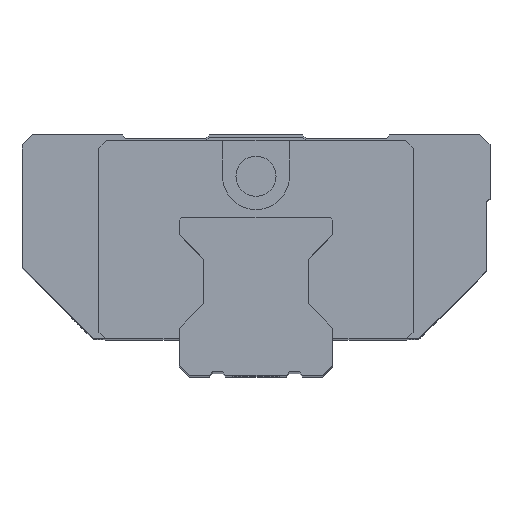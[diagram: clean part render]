
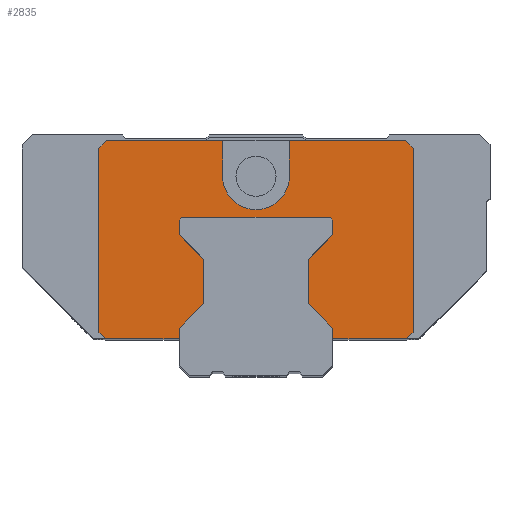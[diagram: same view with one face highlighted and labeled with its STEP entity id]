
A CAD part, top view. The second image highlights one B-rep face of the part: STEP entity #2835.
In plain terms, the highlighted planar face has unit normal (0, 0, 1).
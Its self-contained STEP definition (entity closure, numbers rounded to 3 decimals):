
#136=DIRECTION('',(0.,-1.,0.));
#137=VECTOR('',#136,27.5);
#138=CARTESIAN_POINT('',(-23.5,-2.,57.2));
#139=LINE('',#138,#137);
#196=DIRECTION('',(-1.,0.,0.));
#197=VECTOR('',#196,17.4);
#198=CARTESIAN_POINT('',(22.4,-0.9,57.2));
#199=LINE('',#198,#197);
#204=DIRECTION('',(-1.,0.,0.));
#205=VECTOR('',#204,17.4);
#206=CARTESIAN_POINT('',(-5.,-0.9,57.2));
#207=LINE('',#206,#205);
#304=DIRECTION('',(0.,1.,0.));
#305=VECTOR('',#304,27.5);
#306=CARTESIAN_POINT('',(23.5,-29.5,57.2));
#307=LINE('',#306,#305);
#574=DIRECTION('',(1.,0.,0.));
#575=VECTOR('',#574,11.);
#576=CARTESIAN_POINT('',(-22.5,-30.5,57.2));
#577=LINE('',#576,#575);
#612=DIRECTION('',(0.,-1.,0.));
#613=VECTOR('',#612,5.3);
#614=CARTESIAN_POINT('',(-5.,-0.9,57.2));
#615=LINE('',#614,#613);
#616=CARTESIAN_POINT('',(0.,-6.2,57.2));
#617=DIRECTION('',(0.,0.,1.));
#618=DIRECTION('',(-1.,0.,0.));
#619=AXIS2_PLACEMENT_3D('',#616,#617,#618);
#621=DIRECTION('',(0.707,-0.707,0.));
#622=VECTOR('',#621,1.556);
#623=CARTESIAN_POINT('',(22.4,-0.9,57.2));
#624=LINE('',#623,#622);
#625=DIRECTION('',(-0.707,-0.707,0.));
#626=VECTOR('',#625,1.414);
#627=CARTESIAN_POINT('',(23.5,-29.5,57.2));
#628=LINE('',#627,#626);
#629=DIRECTION('',(-0.707,0.707,0.));
#630=VECTOR('',#629,5.162);
#631=CARTESIAN_POINT('',(11.5,-28.957,57.2));
#632=LINE('',#631,#630);
#633=DIRECTION('',(0.707,0.707,0.));
#634=VECTOR('',#633,5.162);
#635=CARTESIAN_POINT('',(7.85,-18.632,57.2));
#636=LINE('',#635,#634);
#637=DIRECTION('',(-0.707,0.707,0.));
#638=VECTOR('',#637,0.566);
#639=CARTESIAN_POINT('',(11.5,-12.8,57.2));
#640=LINE('',#639,#638);
#641=DIRECTION('',(-0.707,-0.707,0.));
#642=VECTOR('',#641,0.566);
#643=CARTESIAN_POINT('',(-11.1,-12.4,57.2));
#644=LINE('',#643,#642);
#645=DIRECTION('',(0.707,-0.707,0.));
#646=VECTOR('',#645,5.162);
#647=CARTESIAN_POINT('',(-11.5,-14.982,57.2));
#648=LINE('',#647,#646);
#649=DIRECTION('',(-0.707,-0.707,0.));
#650=VECTOR('',#649,5.162);
#651=CARTESIAN_POINT('',(-7.85,-25.307,57.2));
#652=LINE('',#651,#650);
#653=DIRECTION('',(-0.707,0.707,0.));
#654=VECTOR('',#653,1.414);
#655=CARTESIAN_POINT('',(-22.5,-30.5,57.2));
#656=LINE('',#655,#654);
#657=DIRECTION('',(0.707,0.707,0.));
#658=VECTOR('',#657,1.556);
#659=CARTESIAN_POINT('',(-23.5,-2.,57.2));
#660=LINE('',#659,#658);
#688=DIRECTION('',(0.,-1.,0.));
#689=VECTOR('',#688,5.3);
#690=CARTESIAN_POINT('',(5.,-0.9,57.2));
#691=LINE('',#690,#689);
#730=DIRECTION('',(1.,0.,0.));
#731=VECTOR('',#730,11.);
#732=CARTESIAN_POINT('',(11.5,-30.5,57.2));
#733=LINE('',#732,#731);
#760=DIRECTION('',(0.,-1.,0.));
#761=VECTOR('',#760,1.543);
#762=CARTESIAN_POINT('',(11.5,-28.957,57.2));
#763=LINE('',#762,#761);
#776=DIRECTION('',(0.,-1.,0.));
#777=VECTOR('',#776,6.675);
#778=CARTESIAN_POINT('',(7.85,-18.632,57.2));
#779=LINE('',#778,#777);
#792=DIRECTION('',(0.,-1.,0.));
#793=VECTOR('',#792,2.182);
#794=CARTESIAN_POINT('',(11.5,-12.8,57.2));
#795=LINE('',#794,#793);
#808=DIRECTION('',(1.,0.,0.));
#809=VECTOR('',#808,22.2);
#810=CARTESIAN_POINT('',(-11.1,-12.4,57.2));
#811=LINE('',#810,#809);
#844=DIRECTION('',(0.,1.,0.));
#845=VECTOR('',#844,2.182);
#846=CARTESIAN_POINT('',(-11.5,-14.982,57.2));
#847=LINE('',#846,#845);
#860=DIRECTION('',(0.,1.,0.));
#861=VECTOR('',#860,6.675);
#862=CARTESIAN_POINT('',(-7.85,-25.307,57.2));
#863=LINE('',#862,#861);
#876=DIRECTION('',(0.,1.,0.));
#877=VECTOR('',#876,1.543);
#878=CARTESIAN_POINT('',(-11.5,-30.5,57.2));
#879=LINE('',#878,#877);
#1650=CARTESIAN_POINT('',(-22.5,-30.5,57.2));
#1652=VERTEX_POINT('',#1650);
#1653=CARTESIAN_POINT('',(-11.5,-30.5,57.2));
#1654=VERTEX_POINT('',#1653);
#1668=CARTESIAN_POINT('',(-23.5,-29.5,57.2));
#1670=VERTEX_POINT('',#1668);
#1672=CARTESIAN_POINT('',(-23.5,-2.,57.2));
#1674=VERTEX_POINT('',#1672);
#1680=CARTESIAN_POINT('',(-22.4,-0.9,57.2));
#1682=VERTEX_POINT('',#1680);
#1691=CARTESIAN_POINT('',(22.4,-0.9,57.2));
#1692=VERTEX_POINT('',#1691);
#1693=CARTESIAN_POINT('',(5.,-0.9,57.2));
#1694=VERTEX_POINT('',#1693);
#1699=CARTESIAN_POINT('',(-5.,-0.9,57.2));
#1700=VERTEX_POINT('',#1699);
#1751=CARTESIAN_POINT('',(23.5,-29.5,57.2));
#1752=VERTEX_POINT('',#1751);
#1753=CARTESIAN_POINT('',(23.5,-2.,57.2));
#1754=VERTEX_POINT('',#1753);
#1759=CARTESIAN_POINT('',(22.5,-30.5,57.2));
#1760=VERTEX_POINT('',#1759);
#1762=CARTESIAN_POINT('',(11.5,-30.5,57.2));
#1764=VERTEX_POINT('',#1762);
#1774=CARTESIAN_POINT('',(11.5,-28.957,57.2));
#1776=VERTEX_POINT('',#1774);
#1778=CARTESIAN_POINT('',(7.85,-25.307,57.2));
#1780=VERTEX_POINT('',#1778);
#1782=CARTESIAN_POINT('',(7.85,-18.632,57.2));
#1784=VERTEX_POINT('',#1782);
#1786=CARTESIAN_POINT('',(11.5,-14.982,57.2));
#1788=VERTEX_POINT('',#1786);
#1790=CARTESIAN_POINT('',(11.5,-12.8,57.2));
#1792=VERTEX_POINT('',#1790);
#1794=CARTESIAN_POINT('',(11.1,-12.4,57.2));
#1796=VERTEX_POINT('',#1794);
#1798=CARTESIAN_POINT('',(-11.1,-12.4,57.2));
#1800=VERTEX_POINT('',#1798);
#1870=CARTESIAN_POINT('',(-11.5,-12.8,57.2));
#1872=VERTEX_POINT('',#1870);
#1874=CARTESIAN_POINT('',(-11.5,-14.982,57.2));
#1876=VERTEX_POINT('',#1874);
#1878=CARTESIAN_POINT('',(-7.85,-18.632,57.2));
#1880=VERTEX_POINT('',#1878);
#1882=CARTESIAN_POINT('',(-7.85,-25.307,57.2));
#1884=VERTEX_POINT('',#1882);
#1886=CARTESIAN_POINT('',(-11.5,-28.957,57.2));
#1888=VERTEX_POINT('',#1886);
#1889=CARTESIAN_POINT('',(-5.,-6.2,57.2));
#1890=VERTEX_POINT('',#1889);
#1891=CARTESIAN_POINT('',(5.,-6.2,57.2));
#1892=VERTEX_POINT('',#1891);
#2783=CARTESIAN_POINT('',(7.,-0.4,57.2));
#2784=DIRECTION('',(0.,0.,1.));
#2785=DIRECTION('',(1.,0.,0.));
#2786=AXIS2_PLACEMENT_3D('',#2783,#2784,#2785);
#2787=PLANE('',#2786);
#2789=ORIENTED_EDGE('',*,*,#2788,.T.);
#2791=ORIENTED_EDGE('',*,*,#2790,.T.);
#2793=ORIENTED_EDGE('',*,*,#2792,.F.);
#2794=ORIENTED_EDGE('',*,*,#2229,.F.);
#2796=ORIENTED_EDGE('',*,*,#2795,.T.);
#2797=ORIENTED_EDGE('',*,*,#2367,.F.);
#2799=ORIENTED_EDGE('',*,*,#2798,.T.);
#2801=ORIENTED_EDGE('',*,*,#2800,.F.);
#2803=ORIENTED_EDGE('',*,*,#2802,.F.);
#2805=ORIENTED_EDGE('',*,*,#2804,.T.);
#2807=ORIENTED_EDGE('',*,*,#2806,.F.);
#2809=ORIENTED_EDGE('',*,*,#2808,.T.);
#2811=ORIENTED_EDGE('',*,*,#2810,.F.);
#2813=ORIENTED_EDGE('',*,*,#2812,.T.);
#2815=ORIENTED_EDGE('',*,*,#2814,.F.);
#2817=ORIENTED_EDGE('',*,*,#2816,.T.);
#2819=ORIENTED_EDGE('',*,*,#2818,.F.);
#2821=ORIENTED_EDGE('',*,*,#2820,.T.);
#2823=ORIENTED_EDGE('',*,*,#2822,.F.);
#2825=ORIENTED_EDGE('',*,*,#2824,.T.);
#2827=ORIENTED_EDGE('',*,*,#2826,.F.);
#2828=ORIENTED_EDGE('',*,*,#2749,.F.);
#2829=ORIENTED_EDGE('',*,*,#2776,.T.);
#2830=ORIENTED_EDGE('',*,*,#2165,.F.);
#2831=ORIENTED_EDGE('',*,*,#2208,.T.);
#2832=ORIENTED_EDGE('',*,*,#2237,.F.);
#2833=EDGE_LOOP('',(#2789,#2791,#2793,#2794,#2796,#2797,#2799,#2801,#2803,#2805,
#2807,#2809,#2811,#2813,#2815,#2817,#2819,#2821,#2823,#2825,#2827,#2828,#2829,
#2830,#2831,#2832));
#2834=FACE_OUTER_BOUND('',#2833,.F.);
#2835=ADVANCED_FACE('',(#2834),#2787,.T.);
#620=CIRCLE('',#619,5.);
#2165=EDGE_CURVE('',#1674,#1670,#139,.T.);
#2208=EDGE_CURVE('',#1674,#1682,#660,.T.);
#2229=EDGE_CURVE('',#1692,#1694,#199,.T.);
#2237=EDGE_CURVE('',#1700,#1682,#207,.T.);
#2367=EDGE_CURVE('',#1752,#1754,#307,.T.);
#2749=EDGE_CURVE('',#1652,#1654,#577,.T.);
#2776=EDGE_CURVE('',#1652,#1670,#656,.T.);
#2788=EDGE_CURVE('',#1700,#1890,#615,.T.);
#2790=EDGE_CURVE('',#1890,#1892,#620,.T.);
#2792=EDGE_CURVE('',#1694,#1892,#691,.T.);
#2795=EDGE_CURVE('',#1692,#1754,#624,.T.);
#2798=EDGE_CURVE('',#1752,#1760,#628,.T.);
#2800=EDGE_CURVE('',#1764,#1760,#733,.T.);
#2802=EDGE_CURVE('',#1776,#1764,#763,.T.);
#2804=EDGE_CURVE('',#1776,#1780,#632,.T.);
#2806=EDGE_CURVE('',#1784,#1780,#779,.T.);
#2808=EDGE_CURVE('',#1784,#1788,#636,.T.);
#2810=EDGE_CURVE('',#1792,#1788,#795,.T.);
#2812=EDGE_CURVE('',#1792,#1796,#640,.T.);
#2814=EDGE_CURVE('',#1800,#1796,#811,.T.);
#2816=EDGE_CURVE('',#1800,#1872,#644,.T.);
#2818=EDGE_CURVE('',#1876,#1872,#847,.T.);
#2820=EDGE_CURVE('',#1876,#1880,#648,.T.);
#2822=EDGE_CURVE('',#1884,#1880,#863,.T.);
#2824=EDGE_CURVE('',#1884,#1888,#652,.T.);
#2826=EDGE_CURVE('',#1654,#1888,#879,.T.);
